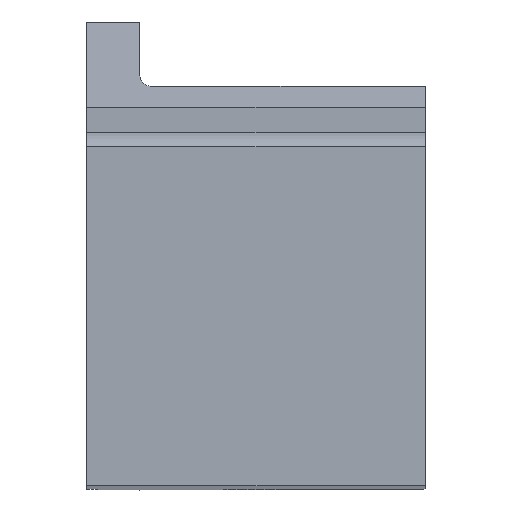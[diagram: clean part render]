
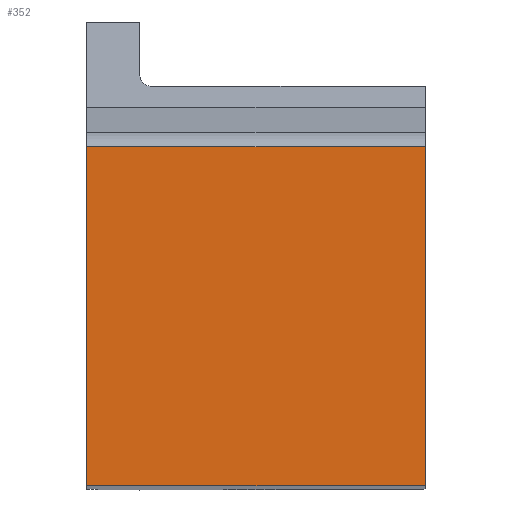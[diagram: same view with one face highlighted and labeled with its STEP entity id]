
A CAD part, top view. The second image highlights one B-rep face of the part: STEP entity #352.
In plain terms, the highlighted planar face has unit normal (0, 0, 1).
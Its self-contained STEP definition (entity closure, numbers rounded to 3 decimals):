
#352=ADVANCED_FACE('',(#479),#428,.T.);
#428=PLANE('',#2132);
#479=FACE_OUTER_BOUND('',#570,.T.);
#570=EDGE_LOOP('',(#952,#953,#954,#955));
#952=ORIENTED_EDGE('',*,*,#1539,.F.);
#953=ORIENTED_EDGE('',*,*,#1457,.T.);
#954=ORIENTED_EDGE('',*,*,#1417,.F.);
#955=ORIENTED_EDGE('',*,*,#1545,.T.);
#1241=VERTEX_POINT('',#2785);
#1242=VERTEX_POINT('',#2787);
#1273=VERTEX_POINT('',#2915);
#1327=VERTEX_POINT('',#3111);
#1417=EDGE_CURVE('',#1241,#1242,#1679,.T.);
#1457=EDGE_CURVE('',#1273,#1242,#1703,.T.);
#1539=EDGE_CURVE('',#1273,#1327,#1754,.T.);
#1545=EDGE_CURVE('',#1241,#1327,#1759,.T.);
#1679=LINE('',#2786,#1815);
#1703=LINE('',#2914,#1839);
#1754=LINE('',#3110,#1890);
#1759=LINE('',#3122,#1895);
#1815=VECTOR('',#2262,1.);
#1839=VECTOR('',#2326,1.);
#1890=VECTOR('',#2489,1.);
#1895=VECTOR('',#2502,1.);
#2132=AXIS2_PLACEMENT_3D('',#3124,#2505,#2506);
#2262=DIRECTION('',(0.,-1.,0.));
#2326=DIRECTION('',(1.,0.,0.));
#2489=DIRECTION('',(0.,1.,0.));
#2502=DIRECTION('',(-1.,0.,0.));
#2505=DIRECTION('',(0.,0.,1.));
#2506=DIRECTION('',(1.,0.,0.));
#2785=CARTESIAN_POINT('',(0.,15.875,0.));
#2786=CARTESIAN_POINT('',(0.,15.875,0.));
#2787=CARTESIAN_POINT('',(0.,0.,0.));
#2914=CARTESIAN_POINT('',(-15.875,0.,0.));
#2915=CARTESIAN_POINT('',(-15.875,0.,0.));
#3110=CARTESIAN_POINT('',(-15.875,0.,0.));
#3111=CARTESIAN_POINT('',(-15.875,15.875,0.));
#3122=CARTESIAN_POINT('',(0.,15.875,0.));
#3124=CARTESIAN_POINT('',(-7.938,7.938,0.));
